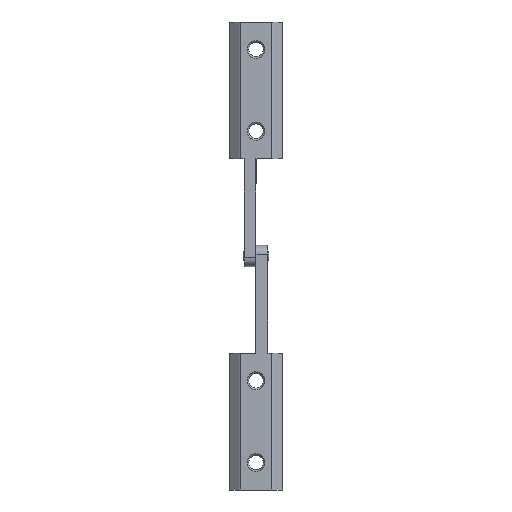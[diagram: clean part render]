
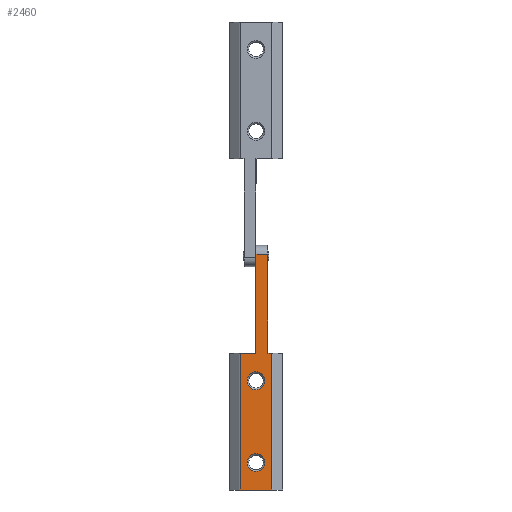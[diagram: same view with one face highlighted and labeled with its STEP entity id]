
A CAD part, front view. The second image highlights one B-rep face of the part: STEP entity #2460.
In plain terms, the highlighted planar face has unit normal (0, -1, 0).
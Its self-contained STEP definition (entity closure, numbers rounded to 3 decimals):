
#14 = VERTEX_POINT ( 'NONE', #1056 ) ;
#32 = VECTOR ( 'NONE', #1392, 1000. ) ;
#61 = EDGE_LOOP ( 'NONE', ( #2306, #658 ) ) ;
#75 = VECTOR ( 'NONE', #224, 1000. ) ;
#96 = CARTESIAN_POINT ( 'NONE',  ( -5.5, -2.8, 82.3 ) ) ;
#128 = DIRECTION ( 'NONE',  ( 0., 0., 1. ) ) ;
#199 = CARTESIAN_POINT ( 'NONE',  ( 5.31, -2.8, 46. ) ) ;
#209 = ORIENTED_EDGE ( 'NONE', *, *, #920, .F. ) ;
#211 = VERTEX_POINT ( 'NONE', #444 ) ;
#224 = DIRECTION ( 'NONE',  ( 0., 0., -1. ) ) ;
#229 = DIRECTION ( 'NONE',  ( 0., 0., 1. ) ) ;
#257 = DIRECTION ( 'NONE',  ( 0., 1., 0. ) ) ;
#270 = PLANE ( 'NONE',  #291 ) ;
#291 = AXIS2_PLACEMENT_3D ( 'NONE', #96, #1343, #2556 ) ;
#296 = ORIENTED_EDGE ( 'NONE', *, *, #2616, .T. ) ;
#314 = FACE_BOUND ( 'NONE', #61, .T. ) ;
#330 = CARTESIAN_POINT ( 'NONE',  ( 0., -2.8, 79.3 ) ) ;
#334 = DIRECTION ( 'NONE',  ( -1., 0., 0. ) ) ;
#444 = CARTESIAN_POINT ( 'NONE',  ( -3., -2.8, 36.775 ) ) ;
#572 = ORIENTED_EDGE ( 'NONE', *, *, #1142, .F. ) ;
#658 = ORIENTED_EDGE ( 'NONE', *, *, #1776, .T. ) ;
#699 = CARTESIAN_POINT ( 'NONE',  ( -5.5, -2.8, 46. ) ) ;
#704 = DIRECTION ( 'NONE',  ( 0., 0., 1. ) ) ;
#717 = AXIS2_PLACEMENT_3D ( 'NONE', #793, #2005, #128 ) ;
#752 = LINE ( 'NONE', #1550, #2685 ) ;
#765 = LINE ( 'NONE', #960, #2110 ) ;
#769 = EDGE_CURVE ( 'NONE', #2321, #1865, #765, .T. ) ;
#776 = CARTESIAN_POINT ( 'NONE',  ( -5.31, -2.8, 46. ) ) ;
#787 = EDGE_CURVE ( 'NONE', #2484, #2544, #752, .T. ) ;
#788 = EDGE_CURVE ( 'NONE', #2686, #1064, #1796, .T. ) ;
#793 = CARTESIAN_POINT ( 'NONE',  ( 0., -2.8, 9.225 ) ) ;
#832 = CARTESIAN_POINT ( 'NONE',  ( 0., -2.8, 46. ) ) ;
#852 = ORIENTED_EDGE ( 'NONE', *, *, #2527, .T. ) ;
#884 = DIRECTION ( 'NONE',  ( 0., 1., 0. ) ) ;
#912 = LINE ( 'NONE', #699, #1447 ) ;
#920 = EDGE_CURVE ( 'NONE', #1412, #2544, #942, .T. ) ;
#925 = FACE_BOUND ( 'NONE', #1594, .T. ) ;
#942 = LINE ( 'NONE', #2572, #1365 ) ;
#960 = CARTESIAN_POINT ( 'NONE',  ( 5.31, -2.8, 82.3 ) ) ;
#1056 = CARTESIAN_POINT ( 'NONE',  ( 3., -2.8, 36.775 ) ) ;
#1064 = VERTEX_POINT ( 'NONE', #1705 ) ;
#1088 = CIRCLE ( 'NONE', #1770, 3. ) ;
#1100 = FACE_OUTER_BOUND ( 'NONE', #1773, .T. ) ;
#1142 = EDGE_CURVE ( 'NONE', #1266, #1412, #912, .T. ) ;
#1207 = VECTOR ( 'NONE', #2449, 1000. ) ;
#1266 = VERTEX_POINT ( 'NONE', #776 ) ;
#1284 = VECTOR ( 'NONE', #2256, 1000. ) ;
#1343 = DIRECTION ( 'NONE',  ( 0., 1., 0. ) ) ;
#1355 = DIRECTION ( 'NONE',  ( 0., 0., 1. ) ) ;
#1365 = VECTOR ( 'NONE', #1573, 1000. ) ;
#1392 = DIRECTION ( 'NONE',  ( 1., 0., 0. ) ) ;
#1394 = LINE ( 'NONE', #2241, #1284 ) ;
#1405 = CARTESIAN_POINT ( 'NONE',  ( 4., -2.8, 79.3 ) ) ;
#1412 = VERTEX_POINT ( 'NONE', #832 ) ;
#1417 = ORIENTED_EDGE ( 'NONE', *, *, #1876, .T. ) ;
#1428 = CARTESIAN_POINT ( 'NONE',  ( 3., -2.8, 9.225 ) ) ;
#1447 = VECTOR ( 'NONE', #2627, 1000. ) ;
#1452 = ORIENTED_EDGE ( 'NONE', *, *, #787, .T. ) ;
#1471 = CARTESIAN_POINT ( 'NONE',  ( 5.31, -2.8, 0. ) ) ;
#1475 = ORIENTED_EDGE ( 'NONE', *, *, #788, .T. ) ;
#1477 = ORIENTED_EDGE ( 'NONE', *, *, #769, .T. ) ;
#1486 = AXIS2_PLACEMENT_3D ( 'NONE', #1949, #2632, #704 ) ;
#1534 = VERTEX_POINT ( 'NONE', #2619 ) ;
#1550 = CARTESIAN_POINT ( 'NONE',  ( 0., -2.8, 79.3 ) ) ;
#1573 = DIRECTION ( 'NONE',  ( 0., 0., 1. ) ) ;
#1594 = EDGE_LOOP ( 'NONE', ( #1475, #296 ) ) ;
#1627 = EDGE_CURVE ( 'NONE', #14, #211, #2216, .T. ) ;
#1705 = CARTESIAN_POINT ( 'NONE',  ( -3., -2.8, 9.225 ) ) ;
#1706 = DIRECTION ( 'NONE',  ( 0., 0., 1. ) ) ;
#1707 = LINE ( 'NONE', #2351, #1207 ) ;
#1710 = EDGE_CURVE ( 'NONE', #1828, #1865, #1801, .T. ) ;
#1723 = CARTESIAN_POINT ( 'NONE',  ( 0., -2.8, 36.775 ) ) ;
#1770 = AXIS2_PLACEMENT_3D ( 'NONE', #1723, #884, #1706 ) ;
#1773 = EDGE_LOOP ( 'NONE', ( #572, #1417, #852, #1477, #2346, #2343, #1452, #209 ) ) ;
#1776 = EDGE_CURVE ( 'NONE', #211, #14, #1088, .T. ) ;
#1777 = CARTESIAN_POINT ( 'NONE',  ( -5.5, -2.8, 46. ) ) ;
#1796 = CIRCLE ( 'NONE', #1486, 3. ) ;
#1801 = LINE ( 'NONE', #1777, #32 ) ;
#1828 = VERTEX_POINT ( 'NONE', #2012 ) ;
#1854 = LINE ( 'NONE', #2092, #75 ) ;
#1865 = VERTEX_POINT ( 'NONE', #199 ) ;
#1876 = EDGE_CURVE ( 'NONE', #1266, #1534, #1854, .T. ) ;
#1949 = CARTESIAN_POINT ( 'NONE',  ( 0., -2.8, 9.225 ) ) ;
#2005 = DIRECTION ( 'NONE',  ( 0., 1., 0. ) ) ;
#2012 = CARTESIAN_POINT ( 'NONE',  ( 4., -2.8, 46. ) ) ;
#2071 = AXIS2_PLACEMENT_3D ( 'NONE', #2130, #257, #229 ) ;
#2092 = CARTESIAN_POINT ( 'NONE',  ( -5.31, -2.8, 82.3 ) ) ;
#2110 = VECTOR ( 'NONE', #1355, 1000. ) ;
#2130 = CARTESIAN_POINT ( 'NONE',  ( 0., -2.8, 36.775 ) ) ;
#2215 = CIRCLE ( 'NONE', #717, 3. ) ;
#2216 = CIRCLE ( 'NONE', #2071, 3. ) ;
#2241 = CARTESIAN_POINT ( 'NONE',  ( -5.5, -2.8, 0. ) ) ;
#2256 = DIRECTION ( 'NONE',  ( 1., 0., 0. ) ) ;
#2306 = ORIENTED_EDGE ( 'NONE', *, *, #1627, .T. ) ;
#2321 = VERTEX_POINT ( 'NONE', #1471 ) ;
#2343 = ORIENTED_EDGE ( 'NONE', *, *, #2480, .T. ) ;
#2346 = ORIENTED_EDGE ( 'NONE', *, *, #1710, .F. ) ;
#2351 = CARTESIAN_POINT ( 'NONE',  ( 4., -2.8, 46. ) ) ;
#2449 = DIRECTION ( 'NONE',  ( 0., 0., 1. ) ) ;
#2460 = ADVANCED_FACE ( 'NONE', ( #925, #314, #1100 ), #270, .F. ) ;
#2480 = EDGE_CURVE ( 'NONE', #1828, #2484, #1707, .T. ) ;
#2484 = VERTEX_POINT ( 'NONE', #1405 ) ;
#2527 = EDGE_CURVE ( 'NONE', #1534, #2321, #1394, .T. ) ;
#2544 = VERTEX_POINT ( 'NONE', #330 ) ;
#2556 = DIRECTION ( 'NONE',  ( 0., 0., 1. ) ) ;
#2572 = CARTESIAN_POINT ( 'NONE',  ( 0., -2.8, 46. ) ) ;
#2616 = EDGE_CURVE ( 'NONE', #1064, #2686, #2215, .T. ) ;
#2619 = CARTESIAN_POINT ( 'NONE',  ( -5.31, -2.8, 0. ) ) ;
#2627 = DIRECTION ( 'NONE',  ( 1., 0., 0. ) ) ;
#2632 = DIRECTION ( 'NONE',  ( 0., 1., 0. ) ) ;
#2685 = VECTOR ( 'NONE', #334, 1000. ) ;
#2686 = VERTEX_POINT ( 'NONE', #1428 ) ;
